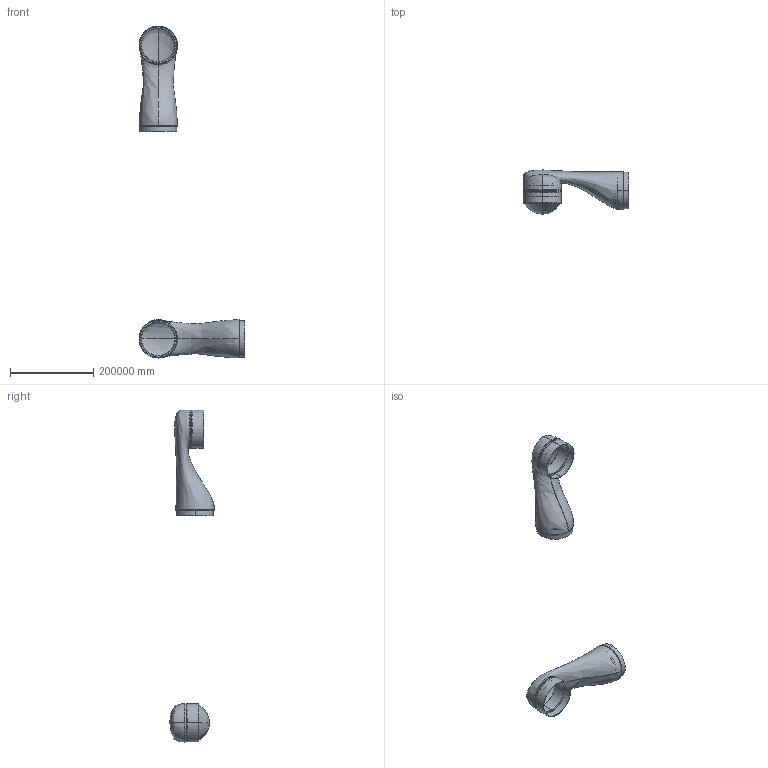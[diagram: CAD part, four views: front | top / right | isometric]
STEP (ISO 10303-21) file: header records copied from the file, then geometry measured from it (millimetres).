
FILE_DESCRIPTION(('FreeCAD Model'),'2;1');
FILE_NAME('Open CASCADE Shape Model','2025-03-02T14:46:58',(''),(''), 'Open CASCADE STEP processor 7.8','FreeCAD','Unknown');
FILE_SCHEMA(('AUTOMOTIVE_DESIGN { 1 0 10303 214 1 1 1 1 }'));
Length unit declared in the file: metre
Products named in the file (3): Unnamed; GEN3 SIMPLIFIED HalfArm2; GEN3 SIMPLIFIED HALF ARM 2
Assembly tree (3 placements, depth 3):
  Unnamed
    GEN3 SIMPLIFIED HalfArm2
      GEN3 SIMPLIFIED HALF ARM 2
    GEN3 SIMPLIFIED HALF ARM 2
Bounding box: 254000.05 x 106697.56 x 797550.05 mm (x, y, z)
Volume: 275960894516026.4 mm3; surface area: 292851803113.5 mm2
Topology: 2 solids, 4 shells, 146 faces, 304 edges, 184 vertices
Faces by surface type: cylinder 56, cone 44, plane 30, torus 8, bspline 8
Entity records: 29556 total; most frequent: CARTESIAN_POINT 27533, DIRECTION 364, ORIENTED_EDGE 304, AXIS2_PLACEMENT_3D 157, EDGE_CURVE 152, VERTEX_POINT 92, FACE_BOUND 86, EDGE_LOOP 86
